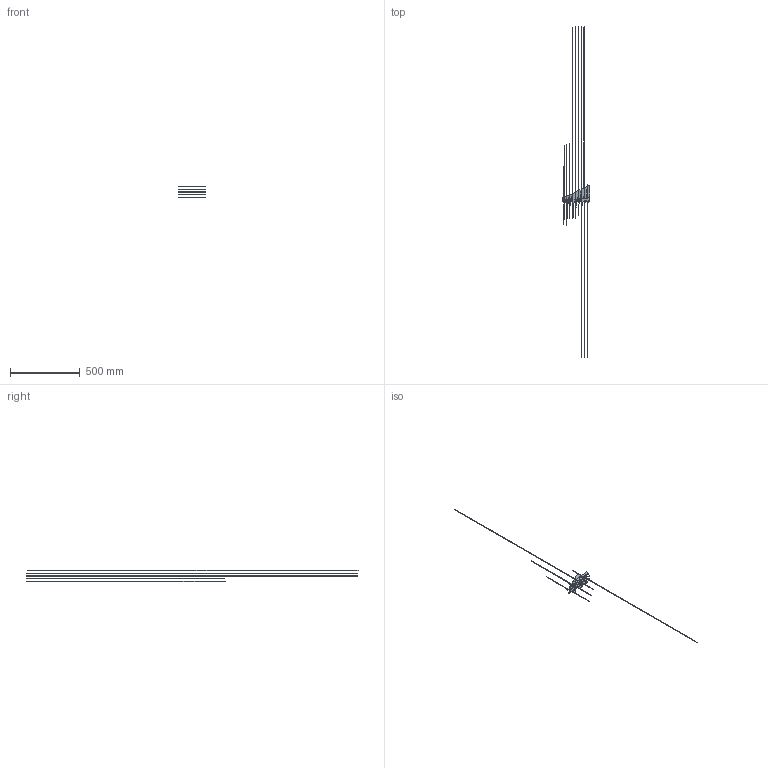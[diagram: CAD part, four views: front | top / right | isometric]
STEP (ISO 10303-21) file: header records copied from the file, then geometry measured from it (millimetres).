
FILE_DESCRIPTION(('Open CASCADE Model'),'2;1');
FILE_NAME('Open CASCADE Shape Model','2024-05-29T22:44:35',('Author'),( 'Open CASCADE'),'Open CASCADE STEP processor 7.7','Open CASCADE 7.7' ,'Unknown');
FILE_SCHEMA(('AUTOMOTIVE_DESIGN { 1 0 10303 214 1 1 1 1 }'));
Length unit declared in the file: millimetre
Products named in the file (6): Open CASCADE STEP translator 7.7 16; Open CASCADE STEP translator 7.7 16.1; Open CASCADE STEP translator 7.7 16.2; Open CASCADE STEP translator 7.7 16.3; Open CASCADE STEP translator 7.7 16.4; Open CASCADE STEP translator 7.7 16.5
Assembly tree (5 placements, depth 2):
  Open CASCADE STEP translator 7.7 16
    Open CASCADE STEP translator 7.7 16.1
    Open CASCADE STEP translator 7.7 16.2
    Open CASCADE STEP translator 7.7 16.3
    Open CASCADE STEP translator 7.7 16.4
    Open CASCADE STEP translator 7.7 16.5
Bounding box: 199 x 2386.1 x 82 mm (x, y, z)
Volume: 32820.6 mm3; surface area: 127429.6 mm2
Topology: 5 solids, 5 shells, 1047 faces, 3045 edges, 2008 vertices
Faces by surface type: plane 1047
Entity records: 70102 total; most frequent: CARTESIAN_POINT 11674, DIRECTION 10707, LINE 8733, VECTOR 8733, ORIENTED_EDGE 5826, PCURVE 5826, DEFINITIONAL_REPRESENTATION 5826, EDGE_CURVE 2913
